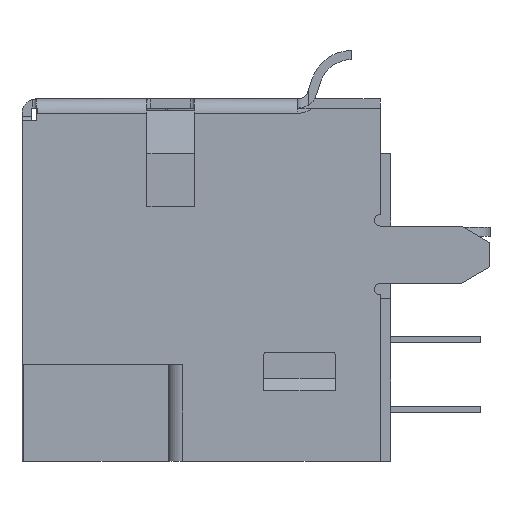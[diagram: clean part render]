
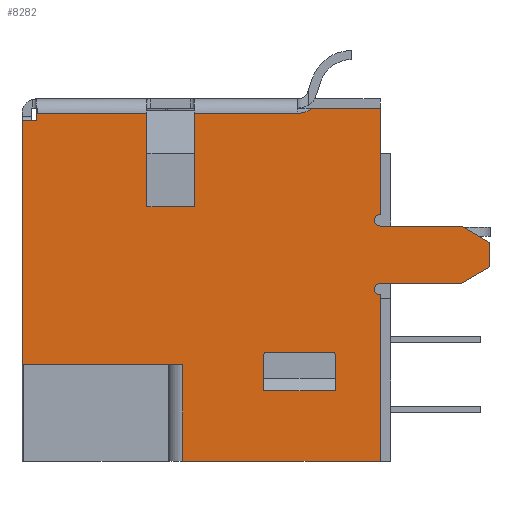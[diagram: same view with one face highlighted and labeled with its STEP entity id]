
A CAD part, left-side view. The second image highlights one B-rep face of the part: STEP entity #8282.
In plain terms, the highlighted planar face has unit normal (-1, 0, 0).
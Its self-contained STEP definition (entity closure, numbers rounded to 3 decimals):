
#2151=DIRECTION('',(0.,0.,-1.));
#2152=VECTOR('',#2151,3.302);
#2153=CARTESIAN_POINT('',(-6.988,0.584,-0.508));
#2154=LINE('',#2153,#2152);
#2160=DIRECTION('',(0.,0.,-1.));
#2161=VECTOR('',#2160,1.245);
#2162=CARTESIAN_POINT('',(-6.988,-4.407,-9.083));
#2163=LINE('',#2162,#2161);
#2164=CARTESIAN_POINT('',(-6.988,-4.28,-9.083));
#2165=DIRECTION('',(1.,0.,0.));
#2166=DIRECTION('',(0.,0.,1.));
#2167=AXIS2_PLACEMENT_3D('',#2164,#2165,#2166);
#2169=DIRECTION('',(0.,-1.,0.));
#2170=VECTOR('',#2169,2.286);
#2171=CARTESIAN_POINT('',(-6.988,-1.994,-8.956));
#2172=LINE('',#2171,#2170);
#2173=CARTESIAN_POINT('',(-6.988,-1.994,-9.083));
#2174=DIRECTION('',(1.,0.,0.));
#2175=DIRECTION('',(0.,1.,0.));
#2176=AXIS2_PLACEMENT_3D('',#2173,#2174,#2175);
#2178=DIRECTION('',(0.,0.,1.));
#2179=VECTOR('',#2178,1.245);
#2180=CARTESIAN_POINT('',(-6.988,-1.867,-10.328));
#2181=LINE('',#2180,#2179);
#2182=DIRECTION('',(0.,1.,0.));
#2183=VECTOR('',#2182,2.54);
#2184=CARTESIAN_POINT('',(-6.988,-4.407,-10.328));
#2185=LINE('',#2184,#2183);
#2186=DIRECTION('',(0.,1.,0.));
#2187=VECTOR('',#2186,3.861);
#2188=CARTESIAN_POINT('',(-6.988,2.261,-0.508));
#2189=LINE('',#2188,#2187);
#2190=DIRECTION('',(0.,1.,0.));
#2191=VECTOR('',#2190,1.676);
#2192=CARTESIAN_POINT('',(-6.988,0.584,-3.81));
#2193=LINE('',#2192,#2191);
#2194=DIRECTION('',(0.,1.,0.));
#2195=VECTOR('',#2194,3.655);
#2196=CARTESIAN_POINT('',(-6.988,-3.071,-0.508));
#2197=LINE('',#2196,#2195);
#2198=CARTESIAN_POINT('',(-6.988,-3.071,0.381));
#2199=DIRECTION('',(1.,0.,0.));
#2200=DIRECTION('',(0.,-0.615,-0.789));
#2201=AXIS2_PLACEMENT_3D('',#2198,#2199,#2200);
#2203=DIRECTION('',(0.,1.,0.));
#2204=VECTOR('',#2203,2.374);
#2205=CARTESIAN_POINT('',(-6.988,-5.992,-0.32));
#2206=LINE('',#2205,#2204);
#2207=DIRECTION('',(0.,0.,1.));
#2208=VECTOR('',#2207,3.769);
#2209=CARTESIAN_POINT('',(-6.988,-5.992,-4.089));
#2210=LINE('',#2209,#2208);
#2211=CARTESIAN_POINT('',(-6.988,-5.992,-4.293));
#2212=DIRECTION('',(1.,0.,0.));
#2213=DIRECTION('',(0.,0.,-1.));
#2214=AXIS2_PLACEMENT_3D('',#2211,#2212,#2213);
#2216=DIRECTION('',(0.,0.866,0.5));
#2217=VECTOR('',#2216,1.173);
#2218=CARTESIAN_POINT('',(-6.988,-9.878,-5.082));
#2219=LINE('',#2218,#2217);
#2220=DIRECTION('',(0.,0.,-1.));
#2221=VECTOR('',#2220,0.859);
#2222=CARTESIAN_POINT('',(-6.988,-9.878,-5.082));
#2223=LINE('',#2222,#2221);
#2224=DIRECTION('',(0.,-0.866,0.5));
#2225=VECTOR('',#2224,1.173);
#2226=CARTESIAN_POINT('',(-6.988,-8.862,-6.528));
#2227=LINE('',#2226,#2225);
#2228=CARTESIAN_POINT('',(-6.988,-5.992,-6.731));
#2229=DIRECTION('',(1.,0.,0.));
#2230=DIRECTION('',(0.,0.,-1.));
#2231=AXIS2_PLACEMENT_3D('',#2228,#2229,#2230);
#2233=DIRECTION('',(0.,0.,1.));
#2234=VECTOR('',#2233,5.893);
#2235=CARTESIAN_POINT('',(-6.988,-5.992,-12.827));
#2236=LINE('',#2235,#2234);
#2237=DIRECTION('',(0.,0.,-1.));
#2238=VECTOR('',#2237,8.636);
#2239=CARTESIAN_POINT('',(-6.988,6.683,-0.762));
#2240=LINE('',#2239,#2238);
#2241=DIRECTION('',(0.,-1.,0.));
#2242=VECTOR('',#2241,0.511);
#2243=CARTESIAN_POINT('',(-6.988,6.683,-0.762));
#2244=LINE('',#2243,#2242);
#2245=DIRECTION('',(0.,0.,-1.));
#2246=VECTOR('',#2245,0.442);
#2247=CARTESIAN_POINT('',(-6.988,6.172,-0.32));
#2248=LINE('',#2247,#2246);
#2249=DIRECTION('',(0.,0.,1.));
#2250=VECTOR('',#2249,0.188);
#2251=CARTESIAN_POINT('',(-6.988,6.121,-0.508));
#2252=LINE('',#2251,#2250);
#2316=DIRECTION('',(0.,0.,1.));
#2317=VECTOR('',#2316,3.302);
#2318=CARTESIAN_POINT('',(-6.988,2.261,-3.81));
#2319=LINE('',#2318,#2317);
#2477=DIRECTION('',(0.,-1.,0.));
#2478=VECTOR('',#2477,5.687);
#2479=CARTESIAN_POINT('',(-6.988,6.683,-9.398));
#2480=LINE('',#2479,#2478);
#2531=DIRECTION('',(0.,1.,0.));
#2532=VECTOR('',#2531,6.988);
#2533=CARTESIAN_POINT('',(-6.988,-5.992,-12.827));
#2534=LINE('',#2533,#2532);
#2591=DIRECTION('',(0.,0.,1.));
#2592=VECTOR('',#2591,3.429);
#2593=CARTESIAN_POINT('',(-6.988,0.996,-12.827));
#2594=LINE('',#2593,#2592);
#2773=DIRECTION('',(0.,-1.,0.));
#2774=VECTOR('',#2773,0.051);
#2775=CARTESIAN_POINT('',(-6.988,6.172,-0.32));
#2776=LINE('',#2775,#2774);
#3126=DIRECTION('',(0.,1.,0.));
#3127=VECTOR('',#3126,2.87);
#3128=CARTESIAN_POINT('',(-6.988,-8.862,-4.496));
#3129=LINE('',#3128,#3127);
#3178=DIRECTION('',(0.,1.,0.));
#3179=VECTOR('',#3178,2.87);
#3180=CARTESIAN_POINT('',(-6.988,-8.862,-6.528));
#3181=LINE('',#3180,#3179);
#3880=CARTESIAN_POINT('',(-6.988,-3.618,-0.32));
#4769=CARTESIAN_POINT('',(-6.988,-5.992,-12.827));
#4770=CARTESIAN_POINT('',(-6.988,0.996,-12.827));
#4771=VERTEX_POINT('',#4769);
#4772=VERTEX_POINT('',#4770);
#4927=CARTESIAN_POINT('',(-6.988,-9.878,-5.082));
#4929=VERTEX_POINT('',#4927);
#4931=CARTESIAN_POINT('',(-6.988,-8.862,-4.496));
#4932=VERTEX_POINT('',#4931);
#4935=CARTESIAN_POINT('',(-6.988,-8.862,-6.528));
#4936=CARTESIAN_POINT('',(-6.988,-9.878,-5.941));
#4937=VERTEX_POINT('',#4935);
#4938=VERTEX_POINT('',#4936);
#5005=CARTESIAN_POINT('',(-6.988,6.683,-0.762));
#5006=CARTESIAN_POINT('',(-6.988,6.172,-0.762));
#5007=VERTEX_POINT('',#5005);
#5008=VERTEX_POINT('',#5006);
#5009=CARTESIAN_POINT('',(-6.988,6.172,-0.32));
#5010=VERTEX_POINT('',#5009);
#5065=CARTESIAN_POINT('',(-6.988,0.996,-9.398));
#5067=VERTEX_POINT('',#5065);
#5079=CARTESIAN_POINT('',(-6.988,6.683,-9.398));
#5080=VERTEX_POINT('',#5079);
#5093=CARTESIAN_POINT('',(-6.988,0.584,-3.81));
#5094=CARTESIAN_POINT('',(-6.988,2.261,-3.81));
#5095=VERTEX_POINT('',#5093);
#5096=VERTEX_POINT('',#5094);
#5178=CARTESIAN_POINT('',(-6.988,2.261,-0.508));
#5180=VERTEX_POINT('',#5178);
#5181=CARTESIAN_POINT('',(-6.988,6.121,-0.508));
#5182=VERTEX_POINT('',#5181);
#5225=CARTESIAN_POINT('',(-6.988,-3.071,-0.508));
#5226=CARTESIAN_POINT('',(-6.988,0.584,-0.508));
#5227=VERTEX_POINT('',#5225);
#5228=VERTEX_POINT('',#5226);
#5273=CARTESIAN_POINT('',(-6.988,6.121,-0.32));
#5274=VERTEX_POINT('',#5273);
#5294=CARTESIAN_POINT('',(-6.988,-5.992,-0.32));
#5296=VERTEX_POINT('',#5294);
#5341=VERTEX_POINT('',#3880);
#5371=CARTESIAN_POINT('',(-6.988,-5.992,-4.496));
#5373=VERTEX_POINT('',#5371);
#5375=CARTESIAN_POINT('',(-6.988,-5.992,-4.089));
#5377=VERTEX_POINT('',#5375);
#5379=CARTESIAN_POINT('',(-6.988,-5.992,-6.934));
#5381=VERTEX_POINT('',#5379);
#5383=CARTESIAN_POINT('',(-6.988,-5.992,-6.528));
#5385=VERTEX_POINT('',#5383);
#5717=CARTESIAN_POINT('',(-6.988,-1.867,-9.083));
#5718=VERTEX_POINT('',#5717);
#5719=CARTESIAN_POINT('',(-6.988,-1.994,-8.956));
#5720=VERTEX_POINT('',#5719);
#5721=CARTESIAN_POINT('',(-6.988,-4.28,-8.956));
#5722=VERTEX_POINT('',#5721);
#5723=CARTESIAN_POINT('',(-6.988,-4.407,-9.083));
#5724=VERTEX_POINT('',#5723);
#5725=CARTESIAN_POINT('',(-6.988,-4.407,-10.328));
#5726=CARTESIAN_POINT('',(-6.988,-1.867,-10.328));
#5727=VERTEX_POINT('',#5725);
#5728=VERTEX_POINT('',#5726);
#8218=CARTESIAN_POINT('',(-6.988,-5.992,-12.827));
#8219=DIRECTION('',(-1.,0.,0.));
#8220=DIRECTION('',(0.,1.,0.));
#8221=AXIS2_PLACEMENT_3D('',#8218,#8219,#8220);
#8222=PLANE('',#8221);
#8223=ORIENTED_EDGE('',*,*,#8147,.F.);
#8225=ORIENTED_EDGE('',*,*,#8224,.F.);
#8227=ORIENTED_EDGE('',*,*,#8226,.F.);
#8228=ORIENTED_EDGE('',*,*,#8202,.F.);
#8230=ORIENTED_EDGE('',*,*,#8229,.F.);
#8232=ORIENTED_EDGE('',*,*,#8231,.F.);
#8234=ORIENTED_EDGE('',*,*,#8233,.F.);
#8235=ORIENTED_EDGE('',*,*,#5974,.F.);
#8237=ORIENTED_EDGE('',*,*,#8236,.F.);
#8239=ORIENTED_EDGE('',*,*,#8238,.F.);
#8241=ORIENTED_EDGE('',*,*,#8240,.F.);
#8243=ORIENTED_EDGE('',*,*,#8242,.T.);
#8245=ORIENTED_EDGE('',*,*,#8244,.F.);
#8247=ORIENTED_EDGE('',*,*,#8246,.T.);
#8249=ORIENTED_EDGE('',*,*,#8248,.F.);
#8250=ORIENTED_EDGE('',*,*,#5995,.F.);
#8252=ORIENTED_EDGE('',*,*,#8251,.T.);
#8254=ORIENTED_EDGE('',*,*,#8253,.T.);
#8256=ORIENTED_EDGE('',*,*,#8255,.F.);
#8258=ORIENTED_EDGE('',*,*,#8257,.F.);
#8260=ORIENTED_EDGE('',*,*,#8259,.T.);
#8261=ORIENTED_EDGE('',*,*,#8123,.F.);
#8263=ORIENTED_EDGE('',*,*,#8262,.T.);
#8265=ORIENTED_EDGE('',*,*,#8264,.F.);
#8266=EDGE_LOOP('',(#8223,#8225,#8227,#8228,#8230,#8232,#8234,#8235,#8237,#8239,
#8241,#8243,#8245,#8247,#8249,#8250,#8252,#8254,#8256,#8258,#8260,#8261,#8263,
#8265));
#8267=FACE_OUTER_BOUND('',#8266,.F.);
#8269=ORIENTED_EDGE('',*,*,#8268,.F.);
#8271=ORIENTED_EDGE('',*,*,#8270,.F.);
#8273=ORIENTED_EDGE('',*,*,#8272,.F.);
#8275=ORIENTED_EDGE('',*,*,#8274,.F.);
#8277=ORIENTED_EDGE('',*,*,#8276,.F.);
#8279=ORIENTED_EDGE('',*,*,#8278,.F.);
#8280=EDGE_LOOP('',(#8269,#8271,#8273,#8275,#8277,#8279));
#8281=FACE_BOUND('',#8280,.F.);
#2168=CIRCLE('',#2167,0.127);
#2177=CIRCLE('',#2176,0.127);
#2202=CIRCLE('',#2201,0.889);
#2215=CIRCLE('',#2214,0.203);
#2232=CIRCLE('',#2231,0.203);
#5974=EDGE_CURVE('',#5377,#5296,#2210,.T.);
#5995=EDGE_CURVE('',#4771,#5381,#2236,.T.);
#8123=EDGE_CURVE('',#5010,#5008,#2248,.T.);
#8147=EDGE_CURVE('',#5180,#5182,#2189,.T.);
#8202=EDGE_CURVE('',#5228,#5095,#2154,.T.);
#8224=EDGE_CURVE('',#5096,#5180,#2319,.T.);
#8226=EDGE_CURVE('',#5095,#5096,#2193,.T.);
#8229=EDGE_CURVE('',#5227,#5228,#2197,.T.);
#8231=EDGE_CURVE('',#5341,#5227,#2202,.T.);
#8233=EDGE_CURVE('',#5296,#5341,#2206,.T.);
#8236=EDGE_CURVE('',#5373,#5377,#2215,.T.);
#8238=EDGE_CURVE('',#4932,#5373,#3129,.T.);
#8240=EDGE_CURVE('',#4929,#4932,#2219,.T.);
#8242=EDGE_CURVE('',#4929,#4938,#2223,.T.);
#8244=EDGE_CURVE('',#4937,#4938,#2227,.T.);
#8246=EDGE_CURVE('',#4937,#5385,#3181,.T.);
#8248=EDGE_CURVE('',#5381,#5385,#2232,.T.);
#8251=EDGE_CURVE('',#4771,#4772,#2534,.T.);
#8253=EDGE_CURVE('',#4772,#5067,#2594,.T.);
#8255=EDGE_CURVE('',#5080,#5067,#2480,.T.);
#8257=EDGE_CURVE('',#5007,#5080,#2240,.T.);
#8259=EDGE_CURVE('',#5007,#5008,#2244,.T.);
#8262=EDGE_CURVE('',#5010,#5274,#2776,.T.);
#8264=EDGE_CURVE('',#5182,#5274,#2252,.T.);
#8268=EDGE_CURVE('',#5724,#5727,#2163,.T.);
#8270=EDGE_CURVE('',#5722,#5724,#2168,.T.);
#8272=EDGE_CURVE('',#5720,#5722,#2172,.T.);
#8274=EDGE_CURVE('',#5718,#5720,#2177,.T.);
#8276=EDGE_CURVE('',#5728,#5718,#2181,.T.);
#8278=EDGE_CURVE('',#5727,#5728,#2185,.T.);
#8282=ADVANCED_FACE('',(#8267,#8281),#8222,.T.);
